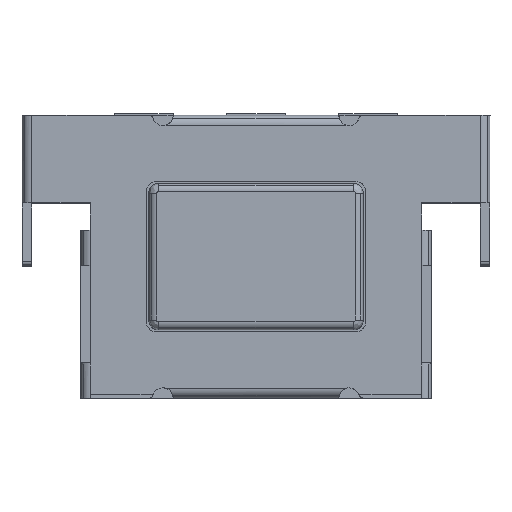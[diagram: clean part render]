
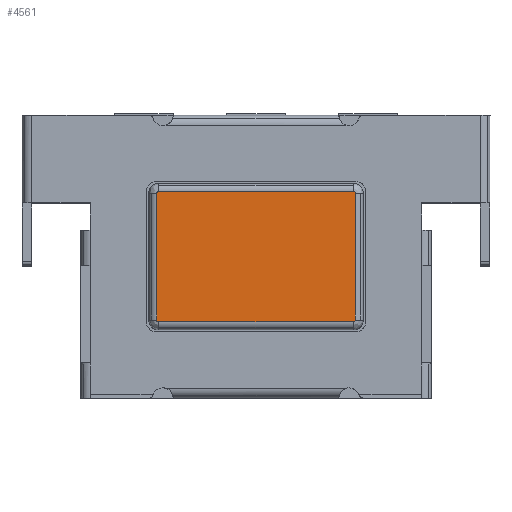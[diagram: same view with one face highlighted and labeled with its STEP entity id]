
A CAD part, top view. The second image highlights one B-rep face of the part: STEP entity #4561.
In plain terms, the highlighted planar face has unit normal (0, 0, 1).
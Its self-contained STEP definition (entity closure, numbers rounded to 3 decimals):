
#255 = CARTESIAN_POINT ( 'NONE',  ( 1.02, -0.65, 1.08 ) ) ;
#323 = VERTEX_POINT ( 'NONE', #741 ) ;
#489 = CARTESIAN_POINT ( 'NONE',  ( -1., 0.67, 1.08 ) ) ;
#741 = CARTESIAN_POINT ( 'NONE',  ( -1.02, 0.65, 1.08 ) ) ;
#948 = CARTESIAN_POINT ( 'NONE',  ( -1., -0.67, 1.08 ) ) ;
#1100 = ORIENTED_EDGE ( 'NONE', *, *, #13894, .F. ) ;
#1163 = B_SPLINE_CURVE_WITH_KNOTS ( 'NONE', 3,
 ( #7133, #13213, #14399, #4911 ),
 .UNSPECIFIED., .F., .F.,
 ( 4, 4 ),
 ( 0., 1. ),
 .UNSPECIFIED. ) ;
#1266 = EDGE_CURVE ( 'NONE', #10589, #15503, #12753, .T. ) ;
#1408 = CARTESIAN_POINT ( 'NONE',  ( 0.333, 0.67, 1.08 ) ) ;
#1543 = CARTESIAN_POINT ( 'NONE',  ( 1.02, 0.65, 1.08 ) ) ;
#1688 = ORIENTED_EDGE ( 'NONE', *, *, #3970, .F. ) ;
#1974 = CARTESIAN_POINT ( 'NONE',  ( -1.02, 0.662, 1.08 ) ) ;
#2196 = CARTESIAN_POINT ( 'NONE',  ( 1.02, -0.662, 1.08 ) ) ;
#2312 = CARTESIAN_POINT ( 'NONE',  ( 1., 0.67, 1.08 ) ) ;
#2444 = EDGE_CURVE ( 'NONE', #3063, #4084, #4979, .T. ) ;
#2450 = CARTESIAN_POINT ( 'NONE',  ( 1.02, -0.217, 1.08 ) ) ;
#2606 = CARTESIAN_POINT ( 'NONE',  ( -0.333, 0.67, 1.08 ) ) ;
#3027 = EDGE_CURVE ( 'NONE', #10589, #4084, #1163, .T. ) ;
#3063 = VERTEX_POINT ( 'NONE', #11907 ) ;
#3105 = ORIENTED_EDGE ( 'NONE', *, *, #1266, .T. ) ;
#3236 = CARTESIAN_POINT ( 'NONE',  ( -1.02, 0.217, 1.08 ) ) ;
#3625 = CARTESIAN_POINT ( 'NONE',  ( -1., 0.67, 1.08 ) ) ;
#3736 = EDGE_CURVE ( 'NONE', #7781, #6944, #10552, .T. ) ;
#3970 = EDGE_CURVE ( 'NONE', #7781, #15503, #12738, .T. ) ;
#4084 = VERTEX_POINT ( 'NONE', #948 ) ;
#4267 = ORIENTED_EDGE ( 'NONE', *, *, #3027, .F. ) ;
#4561 = ADVANCED_FACE ( 'NONE', ( #10259 ), #4625, .T. ) ;
#4625 = PLANE ( 'NONE',  #14888 ) ;
#4911 = CARTESIAN_POINT ( 'NONE',  ( -1., -0.67, 1.08 ) ) ;
#4914 = CARTESIAN_POINT ( 'NONE',  ( 1.02, -0.65, 1.08 ) ) ;
#4979 = B_SPLINE_CURVE_WITH_KNOTS ( 'NONE', 3,
 ( #11523, #12857, #6791, #15215 ),
 .UNSPECIFIED., .F., .F.,
 ( 4, 4 ),
 ( 0., 1. ),
 .UNSPECIFIED. ) ;
#6186 = CARTESIAN_POINT ( 'NONE',  ( 1.02, 0.65, 1.08 ) ) ;
#6611 = B_SPLINE_CURVE_WITH_KNOTS ( 'NONE', 3,
 ( #3625, #2606, #1408, #12256 ),
 .UNSPECIFIED., .F., .F.,
 ( 4, 4 ),
 ( 0., 1. ),
 .UNSPECIFIED. ) ;
#6791 = CARTESIAN_POINT ( 'NONE',  ( -1.012, -0.67, 1.08 ) ) ;
#6914 = CARTESIAN_POINT ( 'NONE',  ( -1.011, 0.67, 1.08 ) ) ;
#6944 = VERTEX_POINT ( 'NONE', #8403 ) ;
#6998 = EDGE_CURVE ( 'NONE', #14642, #6944, #6611, .T. ) ;
#7133 = CARTESIAN_POINT ( 'NONE',  ( 1., -0.67, 1.08 ) ) ;
#7565 = B_SPLINE_CURVE_WITH_KNOTS ( 'NONE', 3,
 ( #12887, #6914, #1974, #12993 ),
 .UNSPECIFIED., .F., .F.,
 ( 4, 4 ),
 ( 0., 1. ),
 .UNSPECIFIED. ) ;
#7781 = VERTEX_POINT ( 'NONE', #1543 ) ;
#8369 = CARTESIAN_POINT ( 'NONE',  ( 1.012, 0.67, 1.08 ) ) ;
#8403 = CARTESIAN_POINT ( 'NONE',  ( 1., 0.67, 1.08 ) ) ;
#8782 = EDGE_LOOP ( 'NONE', ( #1688, #10641, #14498, #11254, #1100, #15307, #4267, #3105 ) ) ;
#9037 = B_SPLINE_CURVE_WITH_KNOTS ( 'NONE', 3,
 ( #9349, #13032, #3236, #11727 ),
 .UNSPECIFIED., .F., .F.,
 ( 4, 4 ),
 ( 0., 1. ),
 .UNSPECIFIED. ) ;
#9349 = CARTESIAN_POINT ( 'NONE',  ( -1.02, -0.65, 1.08 ) ) ;
#9442 = CARTESIAN_POINT ( 'NONE',  ( 1.011, -0.67, 1.08 ) ) ;
#9650 = CARTESIAN_POINT ( 'NONE',  ( 1., -0.67, 1.08 ) ) ;
#10259 = FACE_OUTER_BOUND ( 'NONE', #8782, .T. ) ;
#10552 = B_SPLINE_CURVE_WITH_KNOTS ( 'NONE', 3,
 ( #11922, #15598, #8369, #2312 ),
 .UNSPECIFIED., .F., .F.,
 ( 4, 4 ),
 ( 0., 1. ),
 .UNSPECIFIED. ) ;
#10589 = VERTEX_POINT ( 'NONE', #15201 ) ;
#10641 = ORIENTED_EDGE ( 'NONE', *, *, #3736, .T. ) ;
#10859 = CARTESIAN_POINT ( 'NONE',  ( 1.02, -0.65, 1.08 ) ) ;
#11254 = ORIENTED_EDGE ( 'NONE', *, *, #15314, .T. ) ;
#11523 = CARTESIAN_POINT ( 'NONE',  ( -1.02, -0.65, 1.08 ) ) ;
#11727 = CARTESIAN_POINT ( 'NONE',  ( -1.02, 0.65, 1.08 ) ) ;
#11887 = DIRECTION ( 'NONE',  ( 1., 0., 0. ) ) ;
#11907 = CARTESIAN_POINT ( 'NONE',  ( -1.02, -0.65, 1.08 ) ) ;
#11922 = CARTESIAN_POINT ( 'NONE',  ( 1.02, 0.65, 1.08 ) ) ;
#12153 = CARTESIAN_POINT ( 'NONE',  ( 1.02, 0.217, 1.08 ) ) ;
#12256 = CARTESIAN_POINT ( 'NONE',  ( 1., 0.67, 1.08 ) ) ;
#12738 = B_SPLINE_CURVE_WITH_KNOTS ( 'NONE', 3,
 ( #6186, #12153, #2450, #4914 ),
 .UNSPECIFIED., .F., .F.,
 ( 4, 4 ),
 ( 0., 1. ),
 .UNSPECIFIED. ) ;
#12753 = B_SPLINE_CURVE_WITH_KNOTS ( 'NONE', 3,
 ( #9650, #9442, #2196, #10859 ),
 .UNSPECIFIED., .F., .F.,
 ( 4, 4 ),
 ( 0., 1. ),
 .UNSPECIFIED. ) ;
#12857 = CARTESIAN_POINT ( 'NONE',  ( -1.02, -0.661, 1.08 ) ) ;
#12887 = CARTESIAN_POINT ( 'NONE',  ( -1., 0.67, 1.08 ) ) ;
#12993 = CARTESIAN_POINT ( 'NONE',  ( -1.02, 0.65, 1.08 ) ) ;
#13032 = CARTESIAN_POINT ( 'NONE',  ( -1.02, -0.217, 1.08 ) ) ;
#13037 = CARTESIAN_POINT ( 'NONE',  ( -1.122, -0.737, 1.08 ) ) ;
#13143 = DIRECTION ( 'NONE',  ( 0., 0., 1. ) ) ;
#13213 = CARTESIAN_POINT ( 'NONE',  ( 0.333, -0.67, 1.08 ) ) ;
#13894 = EDGE_CURVE ( 'NONE', #3063, #323, #9037, .T. ) ;
#14399 = CARTESIAN_POINT ( 'NONE',  ( -0.333, -0.67, 1.08 ) ) ;
#14498 = ORIENTED_EDGE ( 'NONE', *, *, #6998, .F. ) ;
#14642 = VERTEX_POINT ( 'NONE', #489 ) ;
#14888 = AXIS2_PLACEMENT_3D ( 'NONE', #13037, #13143, #11887 ) ;
#15201 = CARTESIAN_POINT ( 'NONE',  ( 1., -0.67, 1.08 ) ) ;
#15215 = CARTESIAN_POINT ( 'NONE',  ( -1., -0.67, 1.08 ) ) ;
#15307 = ORIENTED_EDGE ( 'NONE', *, *, #2444, .T. ) ;
#15314 = EDGE_CURVE ( 'NONE', #14642, #323, #7565, .T. ) ;
#15503 = VERTEX_POINT ( 'NONE', #255 ) ;
#15598 = CARTESIAN_POINT ( 'NONE',  ( 1.02, 0.661, 1.08 ) ) ;
